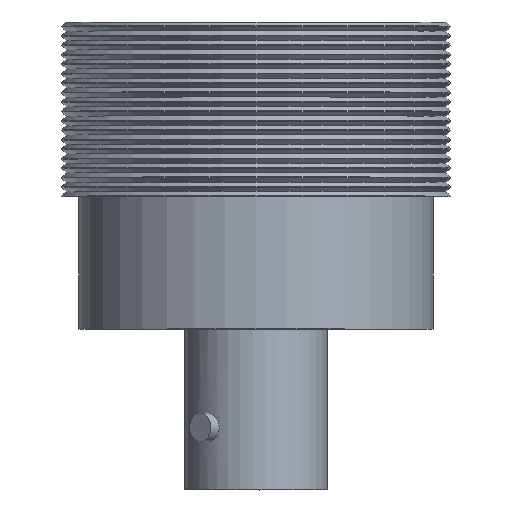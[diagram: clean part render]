
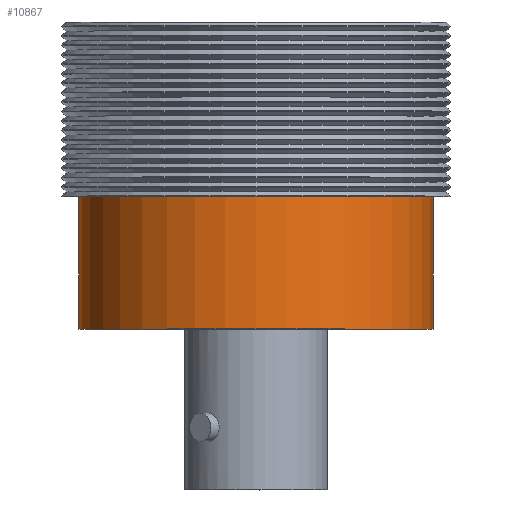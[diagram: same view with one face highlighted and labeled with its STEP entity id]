
A CAD part, top view. The second image highlights one B-rep face of the part: STEP entity #10867.
In plain terms, the highlighted cylindrical face has radius 11.9 mm (diameter 23.8 mm), a full revolution.
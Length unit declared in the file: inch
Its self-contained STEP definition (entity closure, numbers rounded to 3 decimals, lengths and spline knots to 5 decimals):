
#3556 = ORIENTED_EDGE ( 'NONE', *, *, #5973, .T. ) ;
#4009 = DIRECTION ( 'NONE',  ( 0., -1., 0. ) ) ;
#4515 = CARTESIAN_POINT ( 'NONE',  ( 0., 0., -0.4685 ) ) ;
#4591 = CARTESIAN_POINT ( 'NONE',  ( 0., 0.351, 0. ) ) ;
#5019 = CIRCLE ( 'NONE', #17841, 0.4685 ) ;
#5805 = VERTEX_POINT ( 'NONE', #4515 ) ;
#5973 = EDGE_CURVE ( 'NONE', #19507, #19507, #11455, .T. ) ;
#6156 = FACE_OUTER_BOUND ( 'NONE', #11564, .T. ) ;
#6268 = DIRECTION ( 'NONE',  ( 0., 0., -1. ) ) ;
#6356 = AXIS2_PLACEMENT_3D ( 'NONE', #4591, #16325, #6268 ) ;
#8674 = CARTESIAN_POINT ( 'NONE',  ( 0., 0., 0. ) ) ;
#10356 = DIRECTION ( 'NONE',  ( 0., 0., -1. ) ) ;
#10867 = ADVANCED_FACE ( 'NONE', ( #14590, #6156 ), #16932, .T. ) ;
#10911 = DIRECTION ( 'NONE',  ( 0., 0., -1. ) ) ;
#11455 = CIRCLE ( 'NONE', #6356, 0.4685 ) ;
#11458 = EDGE_LOOP ( 'NONE', ( #21576 ) ) ;
#11564 = EDGE_LOOP ( 'NONE', ( #3556 ) ) ;
#12525 = CARTESIAN_POINT ( 'NONE',  ( 0., -0.69866, 0. ) ) ;
#14590 = FACE_OUTER_BOUND ( 'NONE', #11458, .T. ) ;
#16325 = DIRECTION ( 'NONE',  ( 0., -1., 0. ) ) ;
#16932 = CYLINDRICAL_SURFACE ( 'NONE', #21753, 0.4685 ) ;
#17366 = EDGE_CURVE ( 'NONE', #5805, #5805, #5019, .T. ) ;
#17841 = AXIS2_PLACEMENT_3D ( 'NONE', #8674, #20438, #10356 ) ;
#19342 = CARTESIAN_POINT ( 'NONE',  ( 0., 0.351, -0.4685 ) ) ;
#19507 = VERTEX_POINT ( 'NONE', #19342 ) ;
#20438 = DIRECTION ( 'NONE',  ( 0., -1., 0. ) ) ;
#21576 = ORIENTED_EDGE ( 'NONE', *, *, #17366, .F. ) ;
#21753 = AXIS2_PLACEMENT_3D ( 'NONE', #12525, #4009, #10911 ) ;
